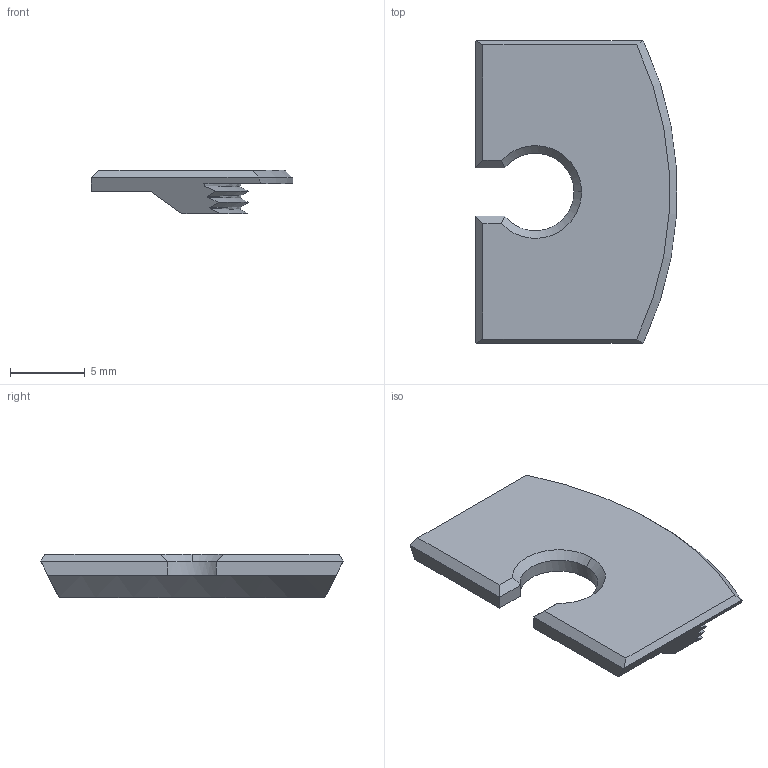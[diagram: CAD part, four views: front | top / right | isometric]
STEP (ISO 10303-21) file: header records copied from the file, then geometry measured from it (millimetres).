
FILE_DESCRIPTION(('HOOPS Exchange Step'),'2;1');
FILE_NAME('temp_export','2023-06-27T15:24:27-04:00',('gmoua'),('Shapr3D Limited'),'HOOPS Exchange 2022.2','Shapr3D','Authorized');
FILE_SCHEMA( ('AUTOMOTIVE_DESIGN { 1 0 10303 214 1 1 1 1 }') );
Length unit declared in the file: millimetre
Products named in the file (1): 43mm Lens Cap Tab R
Bounding box: 13.45 x 20.23 x 2.9 mm (x, y, z)
Volume: 358.7 mm3; surface area: 624.6 mm2
Topology: 1 solids, 1 shells, 32 faces, 86 edges, 56 vertices
Faces by surface type: plane 16, cone 11, cylinder 5
Entity records: 1198 total; most frequent: CARTESIAN_POINT 397, ORIENTED_EDGE 172, DIRECTION 151, EDGE_CURVE 86, AXIS2_PLACEMENT_3D 57, VERTEX_POINT 56, VECTOR 37, LINE 37
